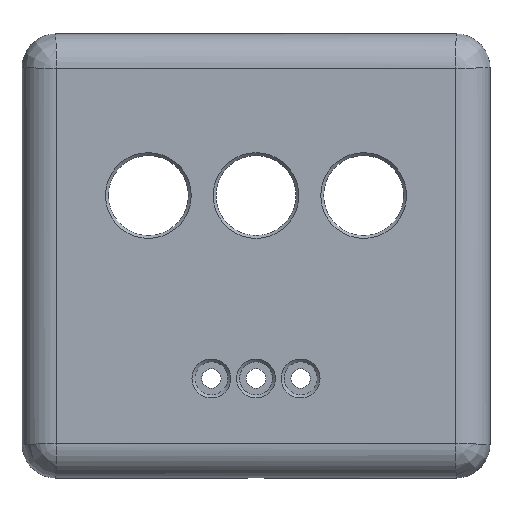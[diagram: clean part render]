
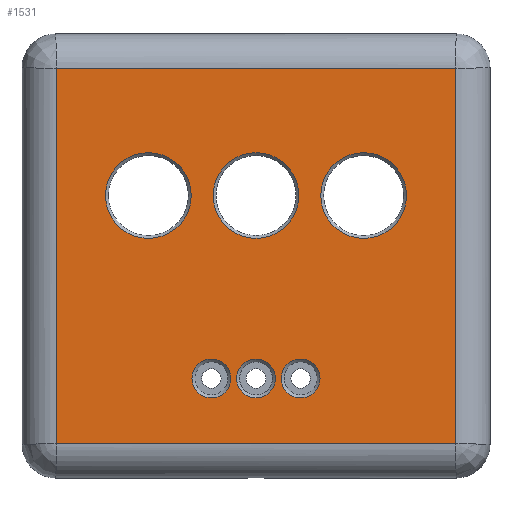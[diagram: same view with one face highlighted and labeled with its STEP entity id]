
A CAD part, front view. The second image highlights one B-rep face of the part: STEP entity #1531.
In plain terms, the highlighted planar face has unit normal (0, -1, 0).
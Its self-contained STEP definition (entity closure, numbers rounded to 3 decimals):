
#101=FACE_BOUND('',#276,.T.);
#102=FACE_BOUND('',#277,.T.);
#103=FACE_BOUND('',#278,.T.);
#104=FACE_BOUND('',#279,.T.);
#105=FACE_BOUND('',#280,.T.);
#106=FACE_BOUND('',#281,.T.);
#134=PLANE('',#1654);
#168=FACE_OUTER_BOUND('',#275,.T.);
#275=EDGE_LOOP('',(#1084,#1085,#1086,#1087));
#276=EDGE_LOOP('',(#1088));
#277=EDGE_LOOP('',(#1089));
#278=EDGE_LOOP('',(#1090));
#279=EDGE_LOOP('',(#1091));
#280=EDGE_LOOP('',(#1092));
#281=EDGE_LOOP('',(#1093));
#415=LINE('',#2386,#517);
#416=LINE('',#2388,#518);
#417=LINE('',#2390,#519);
#418=LINE('',#2391,#520);
#517=VECTOR('',#1869,10.);
#518=VECTOR('',#1870,10.);
#519=VECTOR('',#1871,10.);
#520=VECTOR('',#1872,10.);
#618=CIRCLE('',#1652,5.1);
#620=CIRCLE('',#1655,5.1);
#621=CIRCLE('',#1656,11.25);
#622=CIRCLE('',#1657,11.25);
#623=CIRCLE('',#1658,11.25);
#624=CIRCLE('',#1659,5.1);
#720=VERTEX_POINT('',#2378);
#722=VERTEX_POINT('',#2384);
#723=VERTEX_POINT('',#2385);
#724=VERTEX_POINT('',#2387);
#725=VERTEX_POINT('',#2389);
#726=VERTEX_POINT('',#2392);
#727=VERTEX_POINT('',#2394);
#728=VERTEX_POINT('',#2396);
#729=VERTEX_POINT('',#2398);
#730=VERTEX_POINT('',#2400);
#858=EDGE_CURVE('',#720,#720,#618,.T.);
#861=EDGE_CURVE('',#722,#723,#415,.T.);
#862=EDGE_CURVE('',#724,#722,#416,.T.);
#863=EDGE_CURVE('',#725,#724,#417,.T.);
#864=EDGE_CURVE('',#723,#725,#418,.T.);
#865=EDGE_CURVE('',#726,#726,#620,.T.);
#866=EDGE_CURVE('',#727,#727,#621,.T.);
#867=EDGE_CURVE('',#728,#728,#622,.T.);
#868=EDGE_CURVE('',#729,#729,#623,.T.);
#869=EDGE_CURVE('',#730,#730,#624,.T.);
#1084=ORIENTED_EDGE('',*,*,#861,.F.);
#1085=ORIENTED_EDGE('',*,*,#862,.F.);
#1086=ORIENTED_EDGE('',*,*,#863,.F.);
#1087=ORIENTED_EDGE('',*,*,#864,.F.);
#1088=ORIENTED_EDGE('',*,*,#865,.F.);
#1089=ORIENTED_EDGE('',*,*,#866,.F.);
#1090=ORIENTED_EDGE('',*,*,#867,.F.);
#1091=ORIENTED_EDGE('',*,*,#868,.F.);
#1092=ORIENTED_EDGE('',*,*,#869,.F.);
#1093=ORIENTED_EDGE('',*,*,#858,.F.);
#1531=ADVANCED_FACE('',(#168,#101,#102,#103,#104,#105,#106),#134,.T.);
#1652=AXIS2_PLACEMENT_3D('',#2379,#1862,#1863);
#1654=AXIS2_PLACEMENT_3D('',#2383,#1867,#1868);
#1655=AXIS2_PLACEMENT_3D('',#2393,#1873,#1874);
#1656=AXIS2_PLACEMENT_3D('',#2395,#1875,#1876);
#1657=AXIS2_PLACEMENT_3D('',#2397,#1877,#1878);
#1658=AXIS2_PLACEMENT_3D('',#2399,#1879,#1880);
#1659=AXIS2_PLACEMENT_3D('',#2401,#1881,#1882);
#1862=DIRECTION('center_axis',(0.,-1.,0.));
#1863=DIRECTION('ref_axis',(1.,0.,0.));
#1867=DIRECTION('center_axis',(0.,-1.,0.));
#1868=DIRECTION('ref_axis',(1.,0.,0.));
#1869=DIRECTION('',(1.,0.,0.));
#1870=DIRECTION('',(0.,0.,1.));
#1871=DIRECTION('',(-1.,0.,0.));
#1872=DIRECTION('',(0.,0.,-1.));
#1873=DIRECTION('center_axis',(0.,-1.,0.));
#1874=DIRECTION('ref_axis',(1.,0.,0.));
#1875=DIRECTION('center_axis',(0.,-1.,0.));
#1876=DIRECTION('ref_axis',(1.,0.,0.));
#1877=DIRECTION('center_axis',(0.,-1.,0.));
#1878=DIRECTION('ref_axis',(1.,0.,0.));
#1879=DIRECTION('center_axis',(0.,-1.,0.));
#1880=DIRECTION('ref_axis',(1.,0.,0.));
#1881=DIRECTION('center_axis',(0.,-1.,0.));
#1882=DIRECTION('ref_axis',(1.,0.,0.));
#2378=CARTESIAN_POINT('',(-16.8,-18.,-198.));
#2379=CARTESIAN_POINT('Origin',(-11.7,-18.,-198.));
#2383=CARTESIAN_POINT('Origin',(-47.5,-18.,-211.814));
#2384=CARTESIAN_POINT('',(-52.4,-18.,-116.6));
#2385=CARTESIAN_POINT('',(52.4,-18.,-116.6));
#2386=CARTESIAN_POINT('',(2.5,-18.,-116.6));
#2387=CARTESIAN_POINT('',(-52.4,-18.,-215.14));
#2388=CARTESIAN_POINT('',(-52.4,-18.,-164.157));
#2389=CARTESIAN_POINT('',(52.4,-18.,-215.14));
#2390=CARTESIAN_POINT('',(-50.,-18.,-215.14));
#2391=CARTESIAN_POINT('',(52.4,-18.,-213.527));
#2392=CARTESIAN_POINT('',(-5.1,-18.,-198.));
#2393=CARTESIAN_POINT('Origin',(0.,-18.,-198.));
#2394=CARTESIAN_POINT('',(16.991,-18.,-150.));
#2395=CARTESIAN_POINT('Origin',(28.241,-18.,-150.));
#2396=CARTESIAN_POINT('',(-39.491,-18.,-150.));
#2397=CARTESIAN_POINT('Origin',(-28.241,-18.,-150.));
#2398=CARTESIAN_POINT('',(-11.25,-18.,-150.));
#2399=CARTESIAN_POINT('Origin',(0.,-18.,-150.));
#2400=CARTESIAN_POINT('',(6.6,-18.,-198.));
#2401=CARTESIAN_POINT('Origin',(11.7,-18.,-198.));
